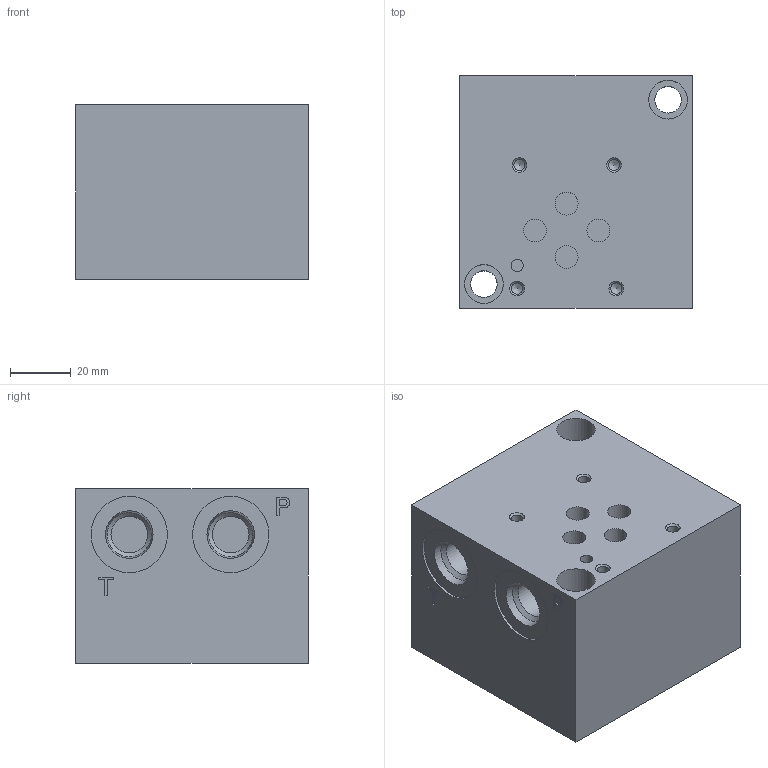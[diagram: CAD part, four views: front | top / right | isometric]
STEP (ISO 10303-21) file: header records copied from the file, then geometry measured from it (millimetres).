
FILE_DESCRIPTION( ( 'STEP AP214' ), ' ' );
FILE_NAME( 'AD03SPRVS6S.stp', '2018-06-07T00:46:44', ( '' ), ( '' ), ' ', 'PARTsolutions', ' ' );
FILE_SCHEMA( ( 'AUTOMOTIVE_DESIGN { 1 0 10303 214 1 1 1 1 }' ) );
Length unit declared in the file: inch
Products named in the file (1): _AD03SPRVS6S
Bounding box: 76.2 x 76.2 x 57.15 mm (x, y, z)
Volume: 295438.7 mm3; surface area: 40029.5 mm2
Topology: 1 solids, 1 shells, 258 faces, 628 edges, 411 vertices
Faces by surface type: plane 163, cylinder 71, cone 24
Full cylindrical faces by diameter (mm): 3.68 x4, 4.013 x1, 7.493 x4, 8.738 x2, 11.996 x6, 12.7 x2, 17.475 x1, 18.593 x1, 20.65 x1, 21.844 x1, 25.019 x6
Entity records: 9298 total; most frequent: DIRECTION 1244, CARTESIAN_POINT 1234, ORIENTED_EDGE 1134, EDGE_CURVE 567, AXIS2_PLACEMENT_3D 418, VERTEX_POINT 408, LINE 408, VECTOR 408
